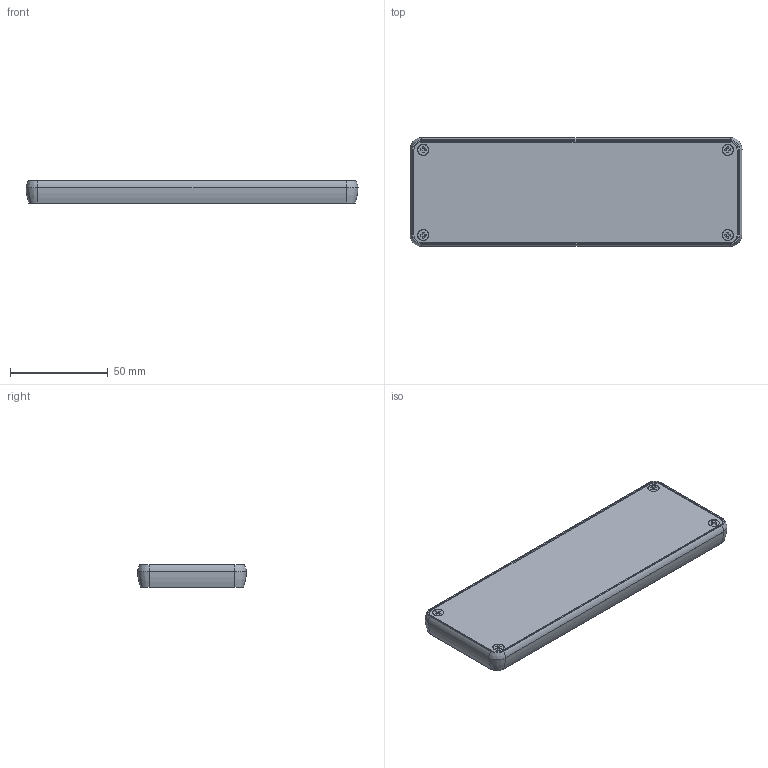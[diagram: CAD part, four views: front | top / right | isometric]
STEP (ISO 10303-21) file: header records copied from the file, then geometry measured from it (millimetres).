
FILE_DESCRIPTION(('FreeCAD Model'),'2;1');
FILE_NAME('frontpanel.step','2019-03-07T21:50:11',('Author') ,(''),'Open CASCADE STEP processor 7.3','FreeCAD','Unknown');
FILE_SCHEMA(('AUTOMOTIVE_DESIGN { 1 0 10303 214 1 1 1 1 }'));
Length unit declared in the file: millimetre
Products named in the file (6): T_Bezel_Open; T_End_Plate; 1455_screw; 1455_screw001; 1455_screw002; 1455_screw003
Bounding box: 169.5 x 55.63 x 11.5 mm (x, y, z)
Volume: 22258.5 mm3; surface area: 30897.9 mm2
Topology: 6 solids, 6 shells, 194 faces, 488 edges, 312 vertices
Faces by surface type: plane 82, cylinder 60, cone 32, torus 12, bspline 8
Full cylindrical faces by diameter (mm): 3.5 x12
Entity records: 13753 total; most frequent: CARTESIAN_POINT 4023, DIRECTION 1818, LINE 988, VECTOR 988, ORIENTED_EDGE 976, PCURVE 976, DEFINITIONAL_REPRESENTATION 976, EDGE_CURVE 488
